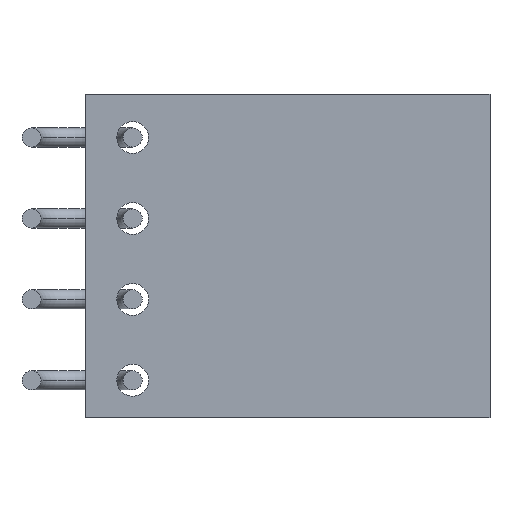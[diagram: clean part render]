
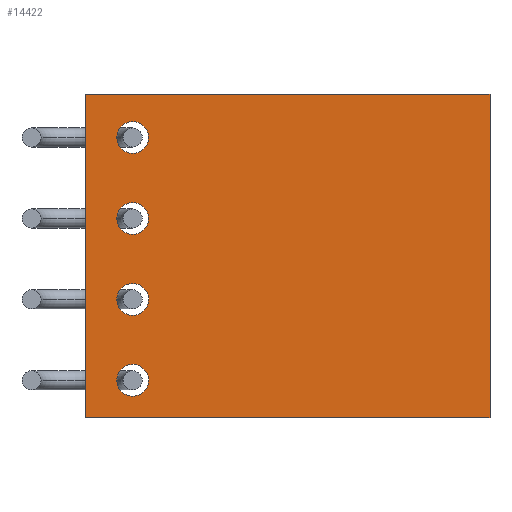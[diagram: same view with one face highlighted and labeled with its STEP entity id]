
A CAD part, front view. The second image highlights one B-rep face of the part: STEP entity #14422.
In plain terms, the highlighted planar face has unit normal (0, -1, 0).
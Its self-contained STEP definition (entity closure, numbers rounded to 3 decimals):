
#130 = DIRECTION ( 'NONE',  ( -1., 0., 0. ) ) ;
#161 = VERTEX_POINT ( 'NONE', #9962 ) ;
#238 = VERTEX_POINT ( 'NONE', #6482 ) ;
#480 = CARTESIAN_POINT ( 'NONE',  ( 1.486, 2.59, 3.718 ) ) ;
#575 = FACE_BOUND ( 'NONE', #653, .T. ) ;
#653 = EDGE_LOOP ( 'NONE', ( #14951, #10120 ) ) ;
#654 = AXIS2_PLACEMENT_3D ( 'NONE', #480, #9547, #6999 ) ;
#662 = CARTESIAN_POINT ( 'NONE',  ( 6.35, 2.59, 5.08 ) ) ;
#761 = EDGE_CURVE ( 'NONE', #6143, #161, #4850, .T. ) ;
#799 = EDGE_CURVE ( 'NONE', #8839, #6046, #10254, .T. ) ;
#910 = DIRECTION ( 'NONE',  ( 0., 0., -1. ) ) ;
#989 = DIRECTION ( 'NONE',  ( 0., 0., 1. ) ) ;
#1007 = ORIENTED_EDGE ( 'NONE', *, *, #12476, .T. ) ;
#1111 = EDGE_CURVE ( 'NONE', #10969, #15621, #14851, .T. ) ;
#1172 = CIRCLE ( 'NONE', #10646, 0.5 ) ;
#1230 = EDGE_LOOP ( 'NONE', ( #9671, #11167 ) ) ;
#1472 = DIRECTION ( 'NONE',  ( 0., -1., 0. ) ) ;
#1686 = ORIENTED_EDGE ( 'NONE', *, *, #761, .F. ) ;
#1813 = VECTOR ( 'NONE', #130, 1000. ) ;
#1814 = DIRECTION ( 'NONE',  ( 0., 0., 1. ) ) ;
#2001 = CARTESIAN_POINT ( 'NONE',  ( 12.7, 2.59, 0. ) ) ;
#2019 = DIRECTION ( 'NONE',  ( 0., 0., 1. ) ) ;
#2158 = CIRCLE ( 'NONE', #8089, 0.5 ) ;
#2587 = CARTESIAN_POINT ( 'NONE',  ( 1.486, 2.59, 9.298 ) ) ;
#2776 = VERTEX_POINT ( 'NONE', #3891 ) ;
#2891 = DIRECTION ( 'NONE',  ( 0., 0., 1. ) ) ;
#2933 = CARTESIAN_POINT ( 'NONE',  ( 0., 2.59, 0. ) ) ;
#3229 = CARTESIAN_POINT ( 'NONE',  ( 1.486, 2.59, 6.258 ) ) ;
#3590 = VERTEX_POINT ( 'NONE', #15655 ) ;
#3678 = CARTESIAN_POINT ( 'NONE',  ( 1.486, 2.59, 1.178 ) ) ;
#3691 = CARTESIAN_POINT ( 'NONE',  ( 0., 2.59, 10.16 ) ) ;
#3775 = ORIENTED_EDGE ( 'NONE', *, *, #13544, .F. ) ;
#3783 = CIRCLE ( 'NONE', #4611, 0.5 ) ;
#3891 = CARTESIAN_POINT ( 'NONE',  ( 1.486, 2.59, 5.758 ) ) ;
#4077 = DIRECTION ( 'NONE',  ( 0., -1., 0. ) ) ;
#4166 = EDGE_CURVE ( 'NONE', #14337, #10969, #13998, .T. ) ;
#4514 = EDGE_CURVE ( 'NONE', #14094, #3590, #11721, .T. ) ;
#4611 = AXIS2_PLACEMENT_3D ( 'NONE', #3678, #7496, #14069 ) ;
#4716 = VECTOR ( 'NONE', #910, 1000. ) ;
#4850 = CIRCLE ( 'NONE', #15368, 0.5 ) ;
#5703 = DIRECTION ( 'NONE',  ( 0., -1., 0. ) ) ;
#5731 = EDGE_CURVE ( 'NONE', #2776, #238, #2158, .T. ) ;
#5744 = ORIENTED_EDGE ( 'NONE', *, *, #9395, .T. ) ;
#5909 = DIRECTION ( 'NONE',  ( 1., 0., 0. ) ) ;
#6046 = VERTEX_POINT ( 'NONE', #10991 ) ;
#6143 = VERTEX_POINT ( 'NONE', #2587 ) ;
#6391 = DIRECTION ( 'NONE',  ( 0., 0., 1. ) ) ;
#6482 = CARTESIAN_POINT ( 'NONE',  ( 1.486, 2.59, 6.758 ) ) ;
#6549 = CARTESIAN_POINT ( 'NONE',  ( 1.486, 2.59, 0.678 ) ) ;
#6746 = ORIENTED_EDGE ( 'NONE', *, *, #4166, .T. ) ;
#6975 = DIRECTION ( 'NONE',  ( 0., -1., 0. ) ) ;
#6999 = DIRECTION ( 'NONE',  ( 0., 0., 1. ) ) ;
#7048 = CARTESIAN_POINT ( 'NONE',  ( 1.486, 2.59, 8.798 ) ) ;
#7094 = PLANE ( 'NONE',  #10620 ) ;
#7233 = VECTOR ( 'NONE', #5909, 1000. ) ;
#7362 = CARTESIAN_POINT ( 'NONE',  ( 1.486, 2.59, 3.718 ) ) ;
#7366 = CARTESIAN_POINT ( 'NONE',  ( 0., 2.59, 10.16 ) ) ;
#7496 = DIRECTION ( 'NONE',  ( 0., -1., 0. ) ) ;
#7532 = VERTEX_POINT ( 'NONE', #12520 ) ;
#8089 = AXIS2_PLACEMENT_3D ( 'NONE', #3229, #5703, #1814 ) ;
#8101 = FACE_BOUND ( 'NONE', #1230, .T. ) ;
#8139 = AXIS2_PLACEMENT_3D ( 'NONE', #7362, #8552, #989 ) ;
#8171 = CARTESIAN_POINT ( 'NONE',  ( 1.486, 2.59, 3.218 ) ) ;
#8552 = DIRECTION ( 'NONE',  ( 0., -1., 0. ) ) ;
#8715 = ORIENTED_EDGE ( 'NONE', *, *, #4514, .F. ) ;
#8839 = VERTEX_POINT ( 'NONE', #6549 ) ;
#8953 = CIRCLE ( 'NONE', #8139, 0.5 ) ;
#9395 = EDGE_CURVE ( 'NONE', #15621, #7532, #13657, .T. ) ;
#9547 = DIRECTION ( 'NONE',  ( 0., -1., 0. ) ) ;
#9589 = EDGE_CURVE ( 'NONE', #161, #6143, #14706, .T. ) ;
#9671 = ORIENTED_EDGE ( 'NONE', *, *, #16022, .F. ) ;
#9962 = CARTESIAN_POINT ( 'NONE',  ( 1.486, 2.59, 8.298 ) ) ;
#10120 = ORIENTED_EDGE ( 'NONE', *, *, #5731, .F. ) ;
#10254 = CIRCLE ( 'NONE', #13201, 0.5 ) ;
#10399 = EDGE_LOOP ( 'NONE', ( #1686, #12569 ) ) ;
#10434 = CARTESIAN_POINT ( 'NONE',  ( 12.7, 2.59, 0. ) ) ;
#10540 = EDGE_LOOP ( 'NONE', ( #3775, #8715 ) ) ;
#10620 = AXIS2_PLACEMENT_3D ( 'NONE', #662, #14674, #2019 ) ;
#10646 = AXIS2_PLACEMENT_3D ( 'NONE', #15575, #4077, #6391 ) ;
#10681 = DIRECTION ( 'NONE',  ( 0., 0., 1. ) ) ;
#10960 = DIRECTION ( 'NONE',  ( 0., 0., 1. ) ) ;
#10969 = VERTEX_POINT ( 'NONE', #15477 ) ;
#10991 = CARTESIAN_POINT ( 'NONE',  ( 1.486, 2.59, 1.678 ) ) ;
#11167 = ORIENTED_EDGE ( 'NONE', *, *, #799, .F. ) ;
#11608 = LINE ( 'NONE', #13974, #1813 ) ;
#11721 = CIRCLE ( 'NONE', #654, 0.5 ) ;
#11969 = FACE_BOUND ( 'NONE', #10399, .T. ) ;
#12000 = AXIS2_PLACEMENT_3D ( 'NONE', #13019, #1472, #10681 ) ;
#12476 = EDGE_CURVE ( 'NONE', #7532, #14337, #11608, .T. ) ;
#12520 = CARTESIAN_POINT ( 'NONE',  ( 12.7, 2.59, 10.16 ) ) ;
#12550 = VECTOR ( 'NONE', #10960, 1000. ) ;
#12569 = ORIENTED_EDGE ( 'NONE', *, *, #9589, .F. ) ;
#13019 = CARTESIAN_POINT ( 'NONE',  ( 1.486, 2.59, 8.798 ) ) ;
#13185 = DIRECTION ( 'NONE',  ( 0., -1., 0. ) ) ;
#13196 = CARTESIAN_POINT ( 'NONE',  ( 1.486, 2.59, 1.178 ) ) ;
#13201 = AXIS2_PLACEMENT_3D ( 'NONE', #13196, #6975, #2891 ) ;
#13544 = EDGE_CURVE ( 'NONE', #3590, #14094, #8953, .T. ) ;
#13657 = LINE ( 'NONE', #2001, #12550 ) ;
#13974 = CARTESIAN_POINT ( 'NONE',  ( 12.7, 2.59, 10.16 ) ) ;
#13998 = LINE ( 'NONE', #3691, #4716 ) ;
#14069 = DIRECTION ( 'NONE',  ( 0., 0., 1. ) ) ;
#14092 = ORIENTED_EDGE ( 'NONE', *, *, #1111, .T. ) ;
#14094 = VERTEX_POINT ( 'NONE', #8171 ) ;
#14337 = VERTEX_POINT ( 'NONE', #7366 ) ;
#14422 = ADVANCED_FACE ( 'NONE', ( #8101, #16178, #575, #11969, #14586 ), #7094, .T. ) ;
#14586 = FACE_OUTER_BOUND ( 'NONE', #15345, .T. ) ;
#14628 = DIRECTION ( 'NONE',  ( 0., 0., 1. ) ) ;
#14674 = DIRECTION ( 'NONE',  ( 0., -1., 0. ) ) ;
#14706 = CIRCLE ( 'NONE', #12000, 0.5 ) ;
#14851 = LINE ( 'NONE', #2933, #7233 ) ;
#14895 = EDGE_CURVE ( 'NONE', #238, #2776, #1172, .T. ) ;
#14951 = ORIENTED_EDGE ( 'NONE', *, *, #14895, .F. ) ;
#15345 = EDGE_LOOP ( 'NONE', ( #1007, #6746, #14092, #5744 ) ) ;
#15368 = AXIS2_PLACEMENT_3D ( 'NONE', #7048, #13185, #14628 ) ;
#15477 = CARTESIAN_POINT ( 'NONE',  ( 0., 2.59, 0. ) ) ;
#15575 = CARTESIAN_POINT ( 'NONE',  ( 1.486, 2.59, 6.258 ) ) ;
#15621 = VERTEX_POINT ( 'NONE', #10434 ) ;
#15655 = CARTESIAN_POINT ( 'NONE',  ( 1.486, 2.59, 4.218 ) ) ;
#16022 = EDGE_CURVE ( 'NONE', #6046, #8839, #3783, .T. ) ;
#16178 = FACE_BOUND ( 'NONE', #10540, .T. ) ;
